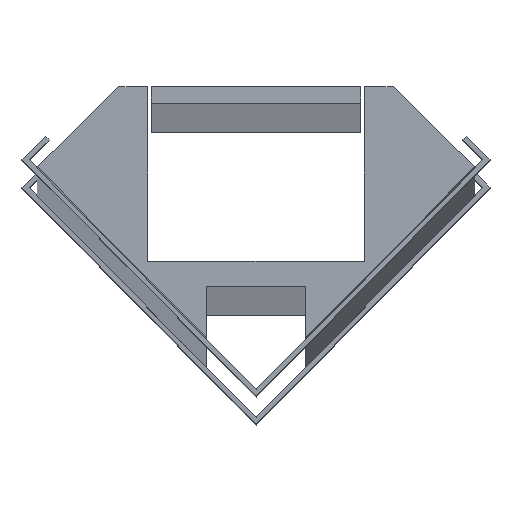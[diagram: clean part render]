
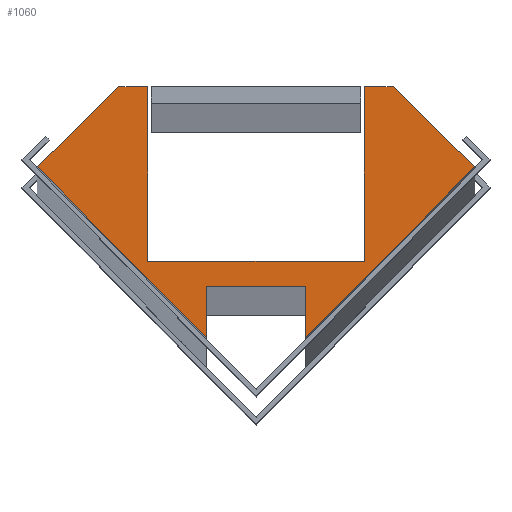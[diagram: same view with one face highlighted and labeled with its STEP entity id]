
A CAD part, top view. The second image highlights one B-rep face of the part: STEP entity #1060.
In plain terms, the highlighted planar face has unit normal (0, 0, 1).
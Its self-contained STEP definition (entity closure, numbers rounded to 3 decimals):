
#54=PLANE('',#1135);
#106=FACE_OUTER_BOUND('',#160,.T.);
#160=EDGE_LOOP('',(#895,#896,#897,#898,#899,#900,#901,#902,#903,#904,#905,
#906));
#240=LINE('',#1562,#382);
#244=LINE('',#1569,#386);
#247=LINE('',#1575,#389);
#250=LINE('',#1581,#392);
#253=LINE('',#1587,#395);
#255=LINE('',#1592,#397);
#258=LINE('',#1598,#400);
#261=LINE('',#1604,#403);
#264=LINE('',#1610,#406);
#267=LINE('',#1616,#409);
#270=LINE('',#1622,#412);
#273=LINE('',#1626,#415);
#382=VECTOR('',#1277,10.);
#386=VECTOR('',#1283,10.);
#389=VECTOR('',#1288,10.);
#392=VECTOR('',#1293,10.);
#395=VECTOR('',#1298,10.);
#397=VECTOR('',#1302,10.);
#400=VECTOR('',#1307,10.);
#403=VECTOR('',#1312,10.);
#406=VECTOR('',#1317,10.);
#409=VECTOR('',#1322,10.);
#412=VECTOR('',#1327,10.);
#415=VECTOR('',#1332,10.);
#515=VERTEX_POINT('',#1559);
#516=VERTEX_POINT('',#1561);
#518=VERTEX_POINT('',#1567);
#520=VERTEX_POINT('',#1573);
#522=VERTEX_POINT('',#1579);
#524=VERTEX_POINT('',#1585);
#526=VERTEX_POINT('',#1591);
#528=VERTEX_POINT('',#1597);
#530=VERTEX_POINT('',#1603);
#532=VERTEX_POINT('',#1609);
#534=VERTEX_POINT('',#1615);
#536=VERTEX_POINT('',#1621);
#636=EDGE_CURVE('',#515,#516,#240,.T.);
#640=EDGE_CURVE('',#518,#515,#244,.T.);
#643=EDGE_CURVE('',#520,#518,#247,.T.);
#646=EDGE_CURVE('',#522,#520,#250,.T.);
#649=EDGE_CURVE('',#524,#522,#253,.T.);
#651=EDGE_CURVE('',#526,#516,#255,.T.);
#654=EDGE_CURVE('',#528,#526,#258,.T.);
#657=EDGE_CURVE('',#530,#528,#261,.T.);
#660=EDGE_CURVE('',#532,#530,#264,.T.);
#663=EDGE_CURVE('',#534,#532,#267,.T.);
#666=EDGE_CURVE('',#536,#534,#270,.T.);
#669=EDGE_CURVE('',#536,#524,#273,.T.);
#895=ORIENTED_EDGE('',*,*,#669,.F.);
#896=ORIENTED_EDGE('',*,*,#666,.T.);
#897=ORIENTED_EDGE('',*,*,#663,.T.);
#898=ORIENTED_EDGE('',*,*,#660,.T.);
#899=ORIENTED_EDGE('',*,*,#657,.T.);
#900=ORIENTED_EDGE('',*,*,#654,.T.);
#901=ORIENTED_EDGE('',*,*,#651,.T.);
#902=ORIENTED_EDGE('',*,*,#636,.F.);
#903=ORIENTED_EDGE('',*,*,#640,.F.);
#904=ORIENTED_EDGE('',*,*,#643,.F.);
#905=ORIENTED_EDGE('',*,*,#646,.F.);
#906=ORIENTED_EDGE('',*,*,#649,.F.);
#1060=ADVANCED_FACE('',(#106),#54,.T.);
#1135=AXIS2_PLACEMENT_3D('',#1627,#1333,#1334);
#1277=DIRECTION('',(0.,1.,0.));
#1283=DIRECTION('',(-0.702,-0.712,0.));
#1288=DIRECTION('',(0.712,-0.702,0.));
#1293=DIRECTION('',(1.,0.,0.));
#1298=DIRECTION('',(0.,1.,0.));
#1302=DIRECTION('',(1.,0.,0.));
#1307=DIRECTION('',(0.,1.,0.));
#1312=DIRECTION('',(0.702,-0.712,0.));
#1317=DIRECTION('',(-0.712,-0.702,0.));
#1322=DIRECTION('',(-1.,0.,0.));
#1327=DIRECTION('',(0.,1.,0.));
#1332=DIRECTION('',(1.,0.,0.));
#1333=DIRECTION('center_axis',(0.,0.,1.));
#1334=DIRECTION('ref_axis',(1.,0.,0.));
#1559=CARTESIAN_POINT('',(3.,-3.08,1000.));
#1561=CARTESIAN_POINT('',(3.,0.,1000.));
#1562=CARTESIAN_POINT('',(3.,-3.08,1000.));
#1567=CARTESIAN_POINT('',(13.125,7.179,1000.));
#1569=CARTESIAN_POINT('',(13.125,7.179,1000.));
#1573=CARTESIAN_POINT('',(8.24,12.,1000.));
#1575=CARTESIAN_POINT('',(8.24,12.,1000.));
#1579=CARTESIAN_POINT('',(6.5,12.,1000.));
#1581=CARTESIAN_POINT('',(6.5,12.,1000.));
#1585=CARTESIAN_POINT('',(6.5,1.5,1000.));
#1587=CARTESIAN_POINT('',(6.5,1.5,1000.));
#1591=CARTESIAN_POINT('',(-3.,0.,1000.));
#1592=CARTESIAN_POINT('',(-3.,0.,1000.));
#1597=CARTESIAN_POINT('',(-3.,-3.08,1000.));
#1598=CARTESIAN_POINT('',(-3.,-3.08,1000.));
#1603=CARTESIAN_POINT('',(-13.125,7.179,1000.));
#1604=CARTESIAN_POINT('',(-13.125,7.179,1000.));
#1609=CARTESIAN_POINT('',(-8.24,12.,1000.));
#1610=CARTESIAN_POINT('',(-8.24,12.,1000.));
#1615=CARTESIAN_POINT('',(-6.5,12.,1000.));
#1616=CARTESIAN_POINT('',(-6.5,12.,1000.));
#1621=CARTESIAN_POINT('',(-6.5,1.5,1000.));
#1622=CARTESIAN_POINT('',(-6.5,1.5,1000.));
#1626=CARTESIAN_POINT('',(0.,1.5,1000.));
#1627=CARTESIAN_POINT('Origin',(-6.563,4.46,1000.));
